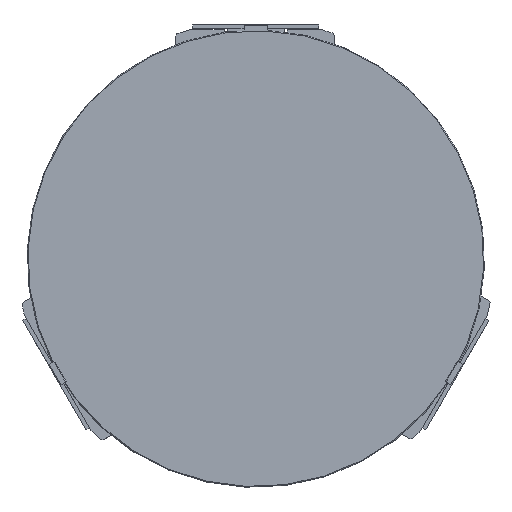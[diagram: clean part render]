
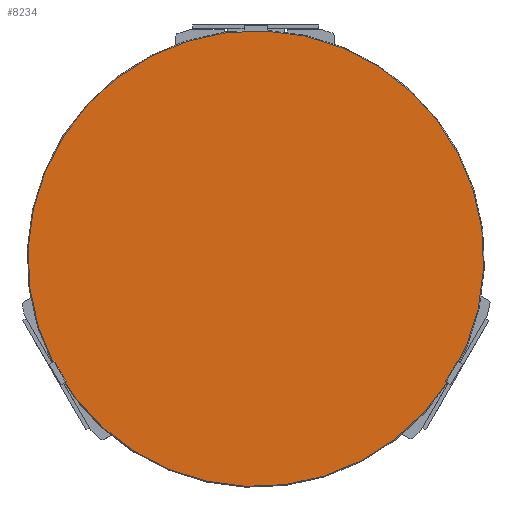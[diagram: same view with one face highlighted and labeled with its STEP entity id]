
A CAD part, top view. The second image highlights one B-rep face of the part: STEP entity #8234.
In plain terms, the highlighted face is planar.
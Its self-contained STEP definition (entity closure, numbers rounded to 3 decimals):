
#8163 = CONICAL_SURFACE('',#8164,144.75,0.785);
#8164 = AXIS2_PLACEMENT_3D('',#8165,#8166,#8167);
#8165 = CARTESIAN_POINT('',(0.,0.,0.25));
#8166 = DIRECTION('',(0.,0.,1.));
#8167 = DIRECTION('',(-1.,0.,0.));
#8183 = EDGE_CURVE('',#8184,#8184,#8186,.T.);
#8184 = VERTEX_POINT('',#8185);
#8185 = CARTESIAN_POINT('',(144.5,0.,0.));
#8186 = SURFACE_CURVE('',#8187,(#8192,#8199),.PCURVE_S1.);
#8187 = CIRCLE('',#8188,144.5);
#8188 = AXIS2_PLACEMENT_3D('',#8189,#8190,#8191);
#8189 = CARTESIAN_POINT('',(0.,0.,0.));
#8190 = DIRECTION('',(0.,0.,1.));
#8191 = DIRECTION('',(-1.,0.,0.));
#8192 = PCURVE('',#8163,#8193);
#8193 = DEFINITIONAL_REPRESENTATION('',(#8194),#8198);
#8194 = LINE('',#8195,#8196);
#8195 = CARTESIAN_POINT('',(-6.283,-0.25));
#8196 = VECTOR('',#8197,1.);
#8197 = DIRECTION('',(1.,0.));
#8198 = ( GEOMETRIC_REPRESENTATION_CONTEXT(2) 
PARAMETRIC_REPRESENTATION_CONTEXT() REPRESENTATION_CONTEXT('2D SPACE',''
  ) );
#8199 = PCURVE('',#8200,#8205);
#8200 = PLANE('',#8201);
#8201 = AXIS2_PLACEMENT_3D('',#8202,#8203,#8204);
#8202 = CARTESIAN_POINT('',(0.,0.,0.));
#8203 = DIRECTION('',(0.,0.,1.));
#8204 = DIRECTION('',(1.,0.,-0.));
#8205 = DEFINITIONAL_REPRESENTATION('',(#8206),#8210);
#8206 = CIRCLE('',#8207,144.5);
#8207 = AXIS2_PLACEMENT_2D('',#8208,#8209);
#8208 = CARTESIAN_POINT('',(0.,0.));
#8209 = DIRECTION('',(-1.,0.));
#8210 = ( GEOMETRIC_REPRESENTATION_CONTEXT(2) 
PARAMETRIC_REPRESENTATION_CONTEXT() REPRESENTATION_CONTEXT('2D SPACE',''
  ) );
#8234 = ADVANCED_FACE('',(#8235),#8200,.F.);
#8235 = FACE_BOUND('',#8236,.T.);
#8236 = EDGE_LOOP('',(#8237));
#8237 = ORIENTED_EDGE('',*,*,#8183,.F.);
